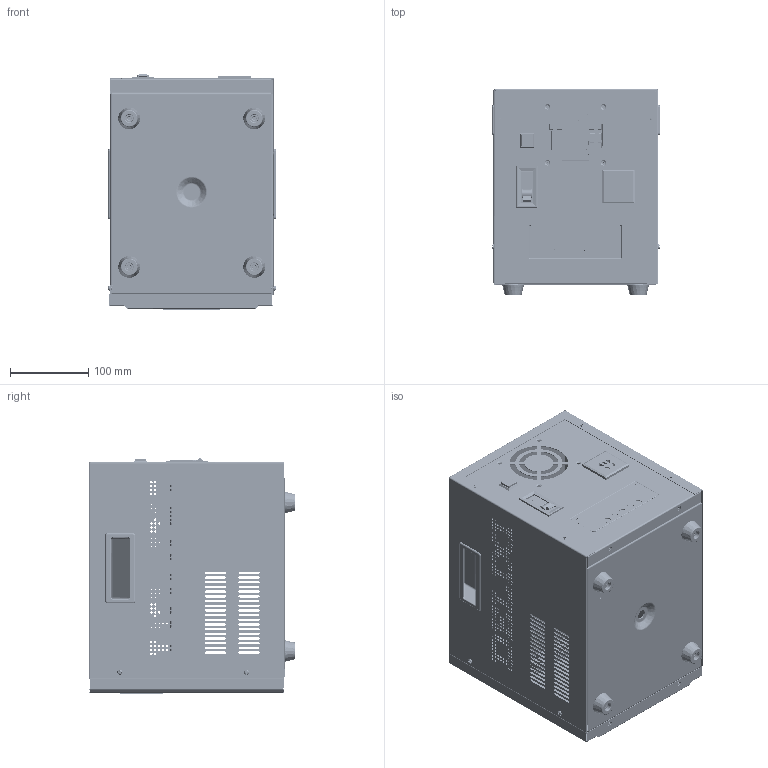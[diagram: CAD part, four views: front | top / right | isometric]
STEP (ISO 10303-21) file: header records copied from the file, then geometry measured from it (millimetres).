
FILE_DESCRIPTION (( 'STEP AP214' ), '1' );
FILE_NAME ('NCR-3-5K軞蚾芞.STEP', '2025-08-19T08:15:08', ( 'China' ), ( 'Home' ), 'SwSTEP 2.0', 'SolidWorks 2020', '' );
FILE_SCHEMA (( 'AUTOMOTIVE_DESIGN' ));
Length unit declared in the file: millimetre
Products named in the file (20): 珆尨そ蚾饜; 5K枑忒; 50℅72LED珆尨そ; 諉盄傷赽; NCR-3-5K脯啣; TND-2k砎々褐(詢僅13.6mm); 諉盄啣; NCR-3-5K嶺踐; 綴啣1; NCR-3-5K軞蚾芞; 剿繚ん盓殤2; NCR-3-5K醱啣1; NCR-3.5K裔赽; 桶遺; 諉盄啣蚾饜极; NCR-3-5K菁啣; DZ47等薊諾羲; 弊梓拻脣; 婦蚾蹟隊; 偌聽
Assembly tree (27 placements, depth 3):
  NCR-3-5K軞蚾芞
    NCR-3-5K醱啣1
    NCR-3-5K菁啣
    綴啣1
    NCR-3.5K裔赽
    5K枑忒  x2
    弊梓拻脣
    偌聽
    珆尨そ蚾饜
      50℅72LED珆尨そ
      桶遺
    諉盄啣蚾饜极
      諉盄啣
      諉盄傷赽
    剿繚ん盓殤2
    DZ47等薊諾羲
    NCR-3-5K嶺踐  x2
    TND-2k砎々褐(詢僅13.6mm)  x4
    NCR-3-5K脯啣
    婦蚾蹟隊  x4
Bounding box: 215 x 264.11 x 302.36 mm (x, y, z)
Volume: 657706.3 mm3; surface area: 1046629.7 mm2
Topology: 25 solids, 27 shells, 4458 faces, 11898 edges, 7680 vertices
Faces by surface type: plane 2157, cylinder 1685, bspline 382, torus 120, cone 94, sphere 20
Entity records: 184669 total; most frequent: CARTESIAN_POINT 39633, ORIENTED_EDGE 22768, DIRECTION 21581, EDGE_CURVE 11384, VERTEX_POINT 7377, AXIS2_PLACEMENT_3D 7283, LINE 7015, VECTOR 7015
